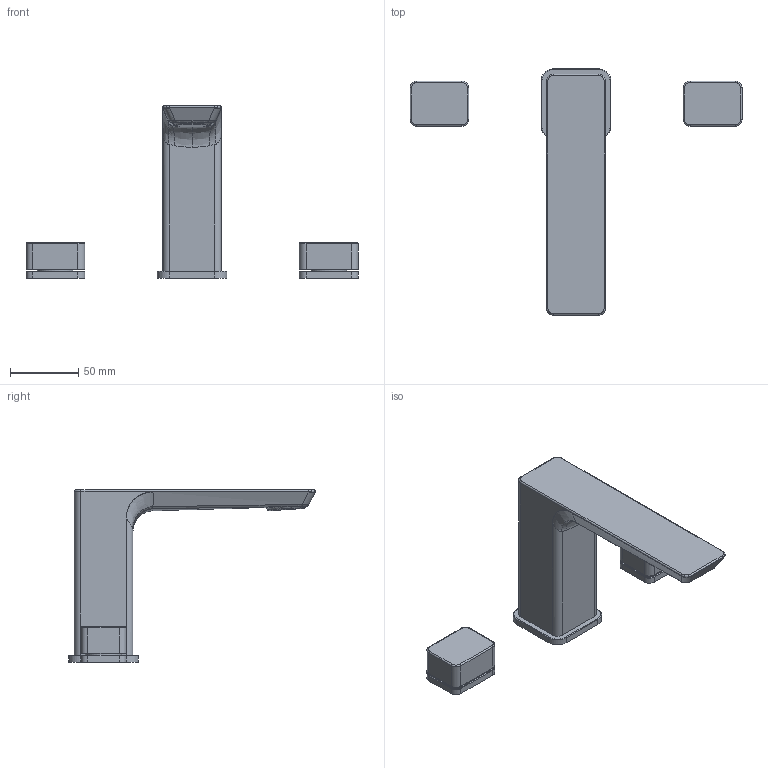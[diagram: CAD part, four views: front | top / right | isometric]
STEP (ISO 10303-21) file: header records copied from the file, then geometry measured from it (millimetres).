
FILE_DESCRIPTION(/* description */ (''),/* implementation_level */ '2;1');
FILE_NAME(/* name */ 'TVW112005000.step',/* time_stamp */ '2022-12-05T16:41:51+01:00',/* author */ (''),/* organization */ (''),/* preprocessor_version */ 'ST-DEVELOPER v19.2',/* originating_system */ 'Autodesk Translation Framework v11.17.0.187',/* authorisation */ '');
FILE_SCHEMA (('AUTOMOTIVE_DESIGN { 1 0 10303 214 3 1 1 }'));
Length unit declared in the file: millimetre
Products named in the file (5): (Nicht gespeichert); SBW3_S02_F-4 DLA_Körper; Neoperl_SLIM Laminar HONEYCOMB SSR_M24; SBW3_S02_F-4 DLA_Ventil; SBW3_S02_F-4 EHM_Basering
Assembly tree (5 placements, depth 2):
  (Nicht gespeichert)
    SBW3_S02_F-4 DLA_Körper
    Neoperl_SLIM Laminar HONEYCOMB SSR_M24
    SBW3_S02_F-4 DLA_Ventil  x2
    SBW3_S02_F-4 EHM_Basering
Bounding box: 243 x 180.5 x 126 mm (x, y, z)
Volume: 375355.1 mm3; surface area: 58646.8 mm2
Topology: 4 solids, 4 shells, 190 faces, 423 edges, 243 vertices
Faces by surface type: cylinder 63, bspline 50, plane 39, torus 34, sphere 4
Full cylindrical faces by diameter (mm): 26.5 x2
Entity records: 8844 total; most frequent: CARTESIAN_POINT 5723, ORIENTED_EDGE 644, DIRECTION 609, EDGE_CURVE 322, AXIS2_PLACEMENT_3D 257, VERTEX_POINT 185, CIRCLE 148, EDGE_LOOP 147
